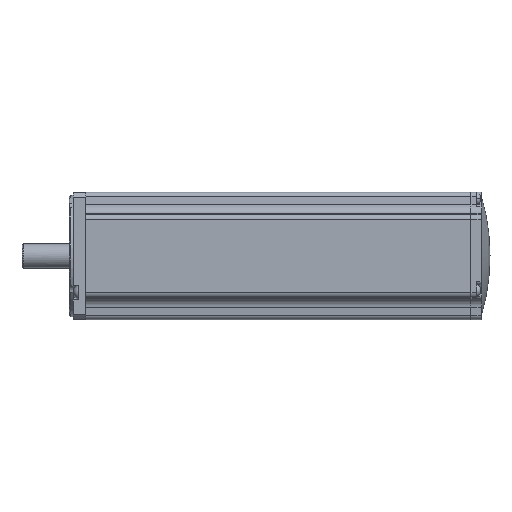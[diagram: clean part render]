
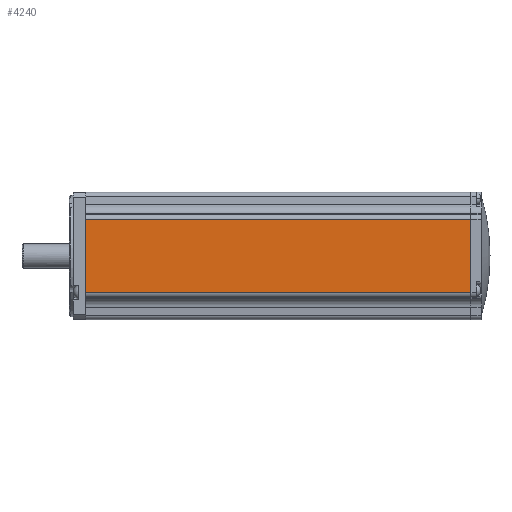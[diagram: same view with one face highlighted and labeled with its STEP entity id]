
A CAD part, front view. The second image highlights one B-rep face of the part: STEP entity #4240.
In plain terms, the highlighted planar face has unit normal (0, -1, 0).
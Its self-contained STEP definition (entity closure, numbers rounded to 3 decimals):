
#3676=DIRECTION('',(-1.,0.,0.));
#3677=VECTOR('',#3676,302.);
#3678=CARTESIAN_POINT('',(352.,-50.,-28.647));
#3679=LINE('',#3678,#3677);
#3680=DIRECTION('',(0.,0.,1.));
#3681=VECTOR('',#3680,57.295);
#3682=CARTESIAN_POINT('',(50.,-50.,-28.647));
#3683=LINE('',#3682,#3681);
#3684=DIRECTION('',(-1.,0.,0.));
#3685=VECTOR('',#3684,302.);
#3686=CARTESIAN_POINT('',(352.,-50.,28.647));
#3687=LINE('',#3686,#3685);
#3688=DIRECTION('',(0.,0.,-1.));
#3689=VECTOR('',#3688,57.295);
#3690=CARTESIAN_POINT('',(352.,-50.,28.647));
#3691=LINE('',#3690,#3689);
#3731=CARTESIAN_POINT('',(50.,-50.,-28.647));
#3733=VERTEX_POINT('',#3731);
#3734=CARTESIAN_POINT('',(352.,-50.,-28.647));
#3735=VERTEX_POINT('',#3734);
#3762=CARTESIAN_POINT('',(50.,-50.,28.647));
#3764=VERTEX_POINT('',#3762);
#3768=CARTESIAN_POINT('',(352.,-50.,28.647));
#3769=VERTEX_POINT('',#3768);
#4226=CARTESIAN_POINT('',(352.,-50.,0.));
#4227=DIRECTION('',(0.,-1.,0.));
#4228=DIRECTION('',(0.,0.,-1.));
#4229=AXIS2_PLACEMENT_3D('',#4226,#4227,#4228);
#4230=PLANE('',#4229);
#4232=ORIENTED_EDGE('',*,*,#4231,.T.);
#4234=ORIENTED_EDGE('',*,*,#4233,.T.);
#4235=ORIENTED_EDGE('',*,*,#4221,.F.);
#4237=ORIENTED_EDGE('',*,*,#4236,.T.);
#4238=EDGE_LOOP('',(#4232,#4234,#4235,#4237));
#4239=FACE_OUTER_BOUND('',#4238,.F.);
#4240=ADVANCED_FACE('',(#4239),#4230,.T.);
#4221=EDGE_CURVE('',#3769,#3764,#3687,.T.);
#4231=EDGE_CURVE('',#3735,#3733,#3679,.T.);
#4233=EDGE_CURVE('',#3733,#3764,#3683,.T.);
#4236=EDGE_CURVE('',#3769,#3735,#3691,.T.);
